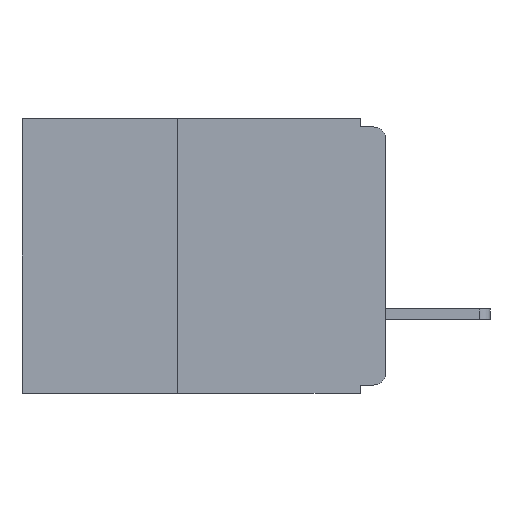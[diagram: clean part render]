
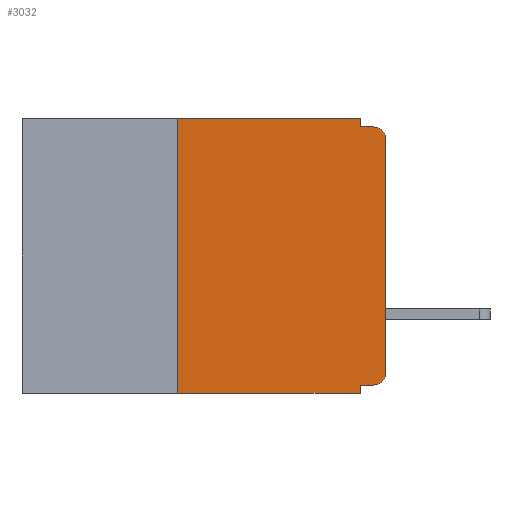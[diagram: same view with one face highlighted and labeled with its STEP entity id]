
A CAD part, left-side view. The second image highlights one B-rep face of the part: STEP entity #3032.
In plain terms, the highlighted planar face has unit normal (-1, 0, 0).
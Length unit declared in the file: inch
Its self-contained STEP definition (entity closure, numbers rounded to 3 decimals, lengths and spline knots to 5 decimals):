
#359 = EDGE_CURVE ( 'NONE', #21375, #3850, #3962, .T. ) ;
#535 = LINE ( 'NONE', #6206, #17727 ) ;
#753 = CARTESIAN_POINT ( 'NONE',  ( 0., 0.015, -0.305 ) ) ;
#2298 = VECTOR ( 'NONE', #18168, 39.37008 ) ;
#2329 = DIRECTION ( 'NONE',  ( 0., -1., 0. ) ) ;
#2399 = CARTESIAN_POINT ( 'NONE',  ( 0., 0.437, 0. ) ) ;
#2432 = PLANE ( 'NONE',  #25064 ) ;
#2560 = CARTESIAN_POINT ( 'NONE',  ( 0., 0.25, -0.33 ) ) ;
#2820 = VERTEX_POINT ( 'NONE', #28358 ) ;
#2995 = DIRECTION ( 'NONE',  ( 0., 0., -1. ) ) ;
#3032 = ADVANCED_FACE ( 'NONE', ( #15936 ), #2432, .F. ) ;
#3301 = ORIENTED_EDGE ( 'NONE', *, *, #10602, .T. ) ;
#3580 = ORIENTED_EDGE ( 'NONE', *, *, #6454, .T. ) ;
#3850 = VERTEX_POINT ( 'NONE', #14623 ) ;
#3962 = LINE ( 'NONE', #14897, #21890 ) ;
#4062 = LINE ( 'NONE', #18027, #9343 ) ;
#4142 = DIRECTION ( 'NONE',  ( 0., 1., 0. ) ) ;
#4371 = ORIENTED_EDGE ( 'NONE', *, *, #19368, .F. ) ;
#4712 = ORIENTED_EDGE ( 'NONE', *, *, #27485, .F. ) ;
#5319 = VERTEX_POINT ( 'NONE', #24643 ) ;
#5879 = DIRECTION ( 'NONE',  ( 0., 0., -1. ) ) ;
#5920 = DIRECTION ( 'NONE',  ( 1., 0., 0. ) ) ;
#6206 = CARTESIAN_POINT ( 'NONE',  ( 0., 0., -0.32 ) ) ;
#6405 = VERTEX_POINT ( 'NONE', #22285 ) ;
#6454 = EDGE_CURVE ( 'NONE', #26689, #21516, #28272, .T. ) ;
#7109 = ORIENTED_EDGE ( 'NONE', *, *, #16671, .F. ) ;
#7189 = AXIS2_PLACEMENT_3D ( 'NONE', #7374, #23041, #9644 ) ;
#7374 = CARTESIAN_POINT ( 'NONE',  ( 0., 0.015, -0.025 ) ) ;
#9191 = CARTESIAN_POINT ( 'NONE',  ( 0., 0., -0.025 ) ) ;
#9343 = VECTOR ( 'NONE', #20279, 39.37008 ) ;
#9644 = DIRECTION ( 'NONE',  ( 0., 0., -1. ) ) ;
#9721 = CARTESIAN_POINT ( 'NONE',  ( 0., 0.031, -0.33 ) ) ;
#10485 = DIRECTION ( 'NONE',  ( 0., 0., -1. ) ) ;
#10602 = EDGE_CURVE ( 'NONE', #5319, #14368, #23103, .T. ) ;
#12177 = EDGE_CURVE ( 'NONE', #14368, #12203, #4062, .T. ) ;
#12203 = VERTEX_POINT ( 'NONE', #9191 ) ;
#12384 = DIRECTION ( 'NONE',  ( 0., -1., 0. ) ) ;
#12716 = EDGE_CURVE ( 'NONE', #5319, #6405, #535, .T. ) ;
#12888 = ORIENTED_EDGE ( 'NONE', *, *, #17837, .T. ) ;
#13160 = LINE ( 'NONE', #23861, #19094 ) ;
#13423 = CARTESIAN_POINT ( 'NONE',  ( 0., 0.25, 0. ) ) ;
#14235 = LINE ( 'NONE', #2560, #2298 ) ;
#14368 = VERTEX_POINT ( 'NONE', #26279 ) ;
#14623 = CARTESIAN_POINT ( 'NONE',  ( 0., 0.031, 0. ) ) ;
#14897 = CARTESIAN_POINT ( 'NONE',  ( 0., 0.437, 0. ) ) ;
#15289 = CIRCLE ( 'NONE', #7189, 0.015 ) ;
#15936 = FACE_OUTER_BOUND ( 'NONE', #19023, .T. ) ;
#16341 = CARTESIAN_POINT ( 'NONE',  ( 0., 0.031, -0.33 ) ) ;
#16457 = DIRECTION ( 'NONE',  ( -1., 0., 0. ) ) ;
#16632 = VECTOR ( 'NONE', #2329, 39.37008 ) ;
#16671 = EDGE_CURVE ( 'NONE', #6405, #21516, #27585, .T. ) ;
#17115 = VECTOR ( 'NONE', #19569, 39.37008 ) ;
#17314 = LINE ( 'NONE', #18018, #16632 ) ;
#17405 = ORIENTED_EDGE ( 'NONE', *, *, #12177, .T. ) ;
#17460 = ORIENTED_EDGE ( 'NONE', *, *, #359, .F. ) ;
#17662 = ORIENTED_EDGE ( 'NONE', *, *, #12716, .F. ) ;
#17727 = VECTOR ( 'NONE', #4142, 39.37008 ) ;
#17837 = EDGE_CURVE ( 'NONE', #12203, #2820, #15289, .T. ) ;
#18018 = CARTESIAN_POINT ( 'NONE',  ( 0., 0., -0.01 ) ) ;
#18027 = CARTESIAN_POINT ( 'NONE',  ( 0., 0., 0. ) ) ;
#18168 = DIRECTION ( 'NONE',  ( 0., 0., 1. ) ) ;
#19023 = EDGE_LOOP ( 'NONE', ( #17405, #12888, #4712, #4371, #17460, #26330, #3580, #7109, #17662, #3301 ) ) ;
#19041 = CARTESIAN_POINT ( 'NONE',  ( 0., 0.25, -0.33 ) ) ;
#19094 = VECTOR ( 'NONE', #10485, 39.37008 ) ;
#19368 = EDGE_CURVE ( 'NONE', #3850, #24762, #13160, .T. ) ;
#19569 = DIRECTION ( 'NONE',  ( 0., -1., 0. ) ) ;
#19610 = CARTESIAN_POINT ( 'NONE',  ( 0., 0.437, -0.33 ) ) ;
#20279 = DIRECTION ( 'NONE',  ( 0., 0., 1. ) ) ;
#21375 = VERTEX_POINT ( 'NONE', #13423 ) ;
#21516 = VERTEX_POINT ( 'NONE', #16341 ) ;
#21890 = VECTOR ( 'NONE', #12384, 39.37008 ) ;
#22285 = CARTESIAN_POINT ( 'NONE',  ( 0., 0.031, -0.32 ) ) ;
#22376 = VECTOR ( 'NONE', #27587, 39.37008 ) ;
#23041 = DIRECTION ( 'NONE',  ( -1., 0., 0. ) ) ;
#23103 = CIRCLE ( 'NONE', #24480, 0.015 ) ;
#23861 = CARTESIAN_POINT ( 'NONE',  ( 0., 0.031, 0. ) ) ;
#24480 = AXIS2_PLACEMENT_3D ( 'NONE', #753, #16457, #2995 ) ;
#24643 = CARTESIAN_POINT ( 'NONE',  ( 0., 0.015, -0.32 ) ) ;
#24762 = VERTEX_POINT ( 'NONE', #25566 ) ;
#25064 = AXIS2_PLACEMENT_3D ( 'NONE', #2399, #5920, #5879 ) ;
#25566 = CARTESIAN_POINT ( 'NONE',  ( 0., 0.031, -0.01 ) ) ;
#26279 = CARTESIAN_POINT ( 'NONE',  ( 0., 0., -0.305 ) ) ;
#26330 = ORIENTED_EDGE ( 'NONE', *, *, #26471, .F. ) ;
#26471 = EDGE_CURVE ( 'NONE', #26689, #21375, #14235, .T. ) ;
#26689 = VERTEX_POINT ( 'NONE', #19041 ) ;
#27485 = EDGE_CURVE ( 'NONE', #24762, #2820, #17314, .T. ) ;
#27585 = LINE ( 'NONE', #9721, #22376 ) ;
#27587 = DIRECTION ( 'NONE',  ( 0., 0., -1. ) ) ;
#28272 = LINE ( 'NONE', #19610, #17115 ) ;
#28358 = CARTESIAN_POINT ( 'NONE',  ( 0., 0.015, -0.01 ) ) ;
